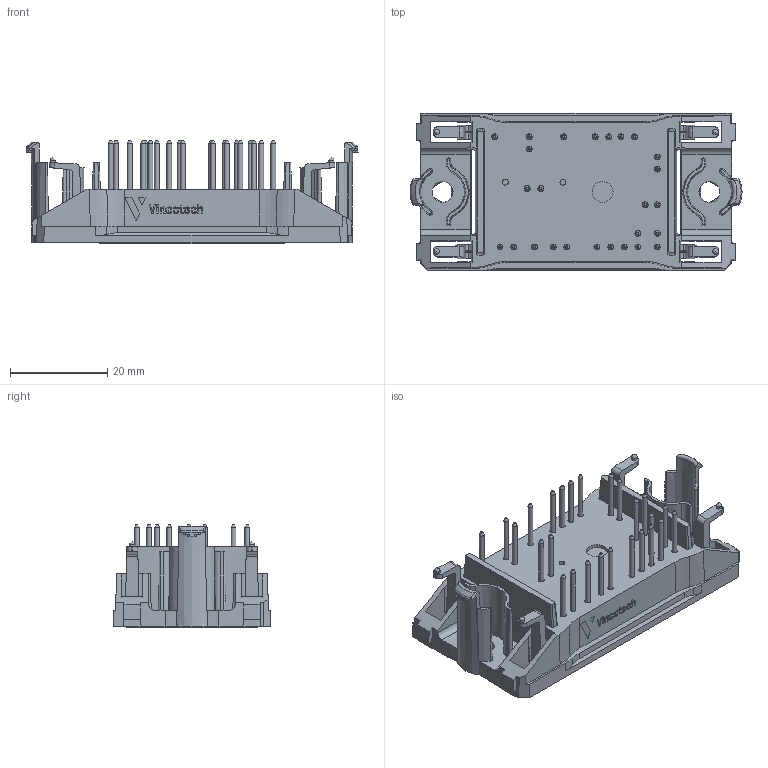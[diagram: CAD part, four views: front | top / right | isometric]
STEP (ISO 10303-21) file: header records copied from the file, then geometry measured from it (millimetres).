
FILE_DESCRIPTION(/* description */ ('Unknown'),/* implementation_level */ '2;1');
FILE_NAME(/* name */ 'Flow0-2C17W-P980(261)-01-OL',/* time_stamp */ '2017-01-31T17:50:05+01:00',/* author */ ('Unknown'),/* organization */ ('Unknown'),/* preprocessor_version */ 'ST-DEVELOPER v16',/* originating_system */ 'DEX',/* authorisation */ $);
FILE_SCHEMA (('AUTOMOTIVE_DESIGN {1 0 10303 214 3 1 1}'));
Length unit declared in the file: millimetre
Products named in the file (1): Flow0-2C17W-P980-01-OL
Bounding box: 68.4 x 32.5 x 21.23 mm (x, y, z)
Volume: 17594 mm3; surface area: 11002.8 mm2
Topology: 12 solids, 12 shells, 702 faces, 1819 edges, 1190 vertices
Faces by surface type: plane 415, cylinder 139, bspline 80, cone 60, sphere 4, torus 4
Full cylindrical faces by diameter (mm): 1 x26, 1.1 x4, 1.2 x28, 4.3 x1
Entity records: 26350 total; most frequent: CARTESIAN_POINT 6190, ORIENTED_EDGE 3384, DIRECTION 3156, EDGE_CURVE 1692, VERTEX_POINT 1156, LINE 1074, VECTOR 1074, AXIS2_PLACEMENT_3D 1041
